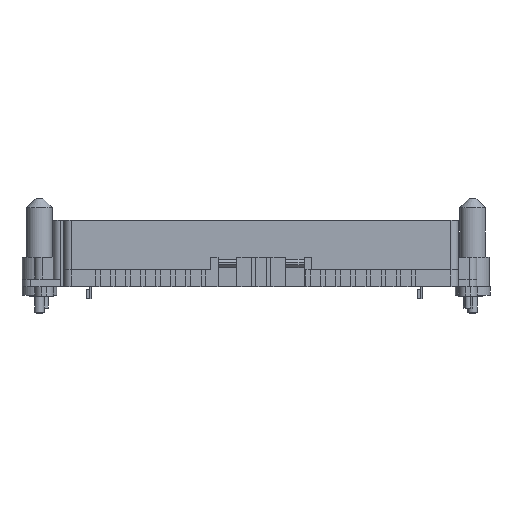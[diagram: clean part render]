
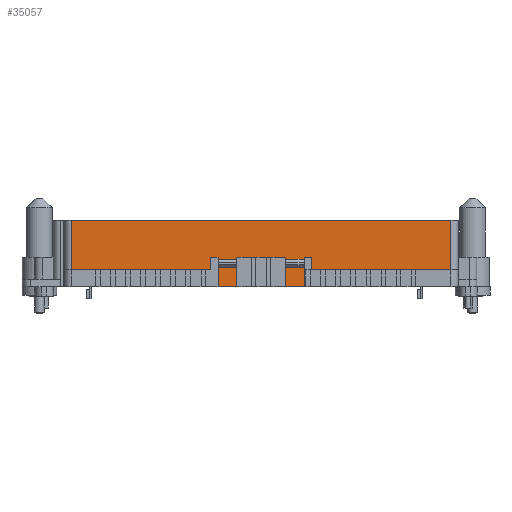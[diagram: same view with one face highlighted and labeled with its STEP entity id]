
A CAD part, front view. The second image highlights one B-rep face of the part: STEP entity #35057.
In plain terms, the highlighted planar face has unit normal (0, -1, 0).
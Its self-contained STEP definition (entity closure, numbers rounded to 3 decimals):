
#34999=CARTESIAN_POINT('',(-24.5,-10.65,1.61));
#35000=VERTEX_POINT('',#34999);
#35008=CARTESIAN_POINT('',(-24.5,-10.65,10.41));
#35009=VERTEX_POINT('',#35008);
#35010=CARTESIAN_POINT('',(-24.5,-10.65,10.41));
#35011=DIRECTION('',(0.0,0.0,-1.0));
#35012=VECTOR('',#35011,8.8);
#35013=LINE('',#35010,#35012);
#35014=EDGE_CURVE('',#35009,#35000,#35013,.T.);
#35027=CARTESIAN_POINT('',(-24.5,-10.65,10.41));
#35028=DIRECTION('',(0.0,-1.0,0.0));
#35029=DIRECTION('',(0.0,0.0,-1.0));
#35030=AXIS2_PLACEMENT_3D('',#35027,#35028,#35029);
#35031=PLANE('',#35030);
#35032=CARTESIAN_POINT('',(25.86,-10.65,1.61));
#35033=VERTEX_POINT('',#35032);
#35034=CARTESIAN_POINT('',(-24.5,-10.65,1.61));
#35035=DIRECTION('',(1.0,0.0,0.0));
#35036=VECTOR('',#35035,50.36);
#35037=LINE('',#35034,#35036);
#35038=EDGE_CURVE('',#35000,#35033,#35037,.T.);
#35039=ORIENTED_EDGE('',*,*,#35038,.T.);
#35040=CARTESIAN_POINT('',(25.86,-10.65,10.41));
#35041=VERTEX_POINT('',#35040);
#35042=CARTESIAN_POINT('',(25.86,-10.65,10.41));
#35043=DIRECTION('',(0.0,0.0,-1.0));
#35044=VECTOR('',#35043,8.8);
#35045=LINE('',#35042,#35044);
#35046=EDGE_CURVE('',#35041,#35033,#35045,.T.);
#35047=ORIENTED_EDGE('',*,*,#35046,.F.);
#35048=CARTESIAN_POINT('',(-24.5,-10.65,10.41));
#35049=DIRECTION('',(1.0,0.0,0.0));
#35050=VECTOR('',#35049,50.36);
#35051=LINE('',#35048,#35050);
#35052=EDGE_CURVE('',#35009,#35041,#35051,.T.);
#35053=ORIENTED_EDGE('',*,*,#35052,.F.);
#35054=ORIENTED_EDGE('',*,*,#35014,.T.);
#35055=EDGE_LOOP('',(#35039,#35047,#35053,#35054));
#35056=FACE_OUTER_BOUND('',#35055,.T.);
#35057=ADVANCED_FACE('',(#35056),#35031,.T.);
